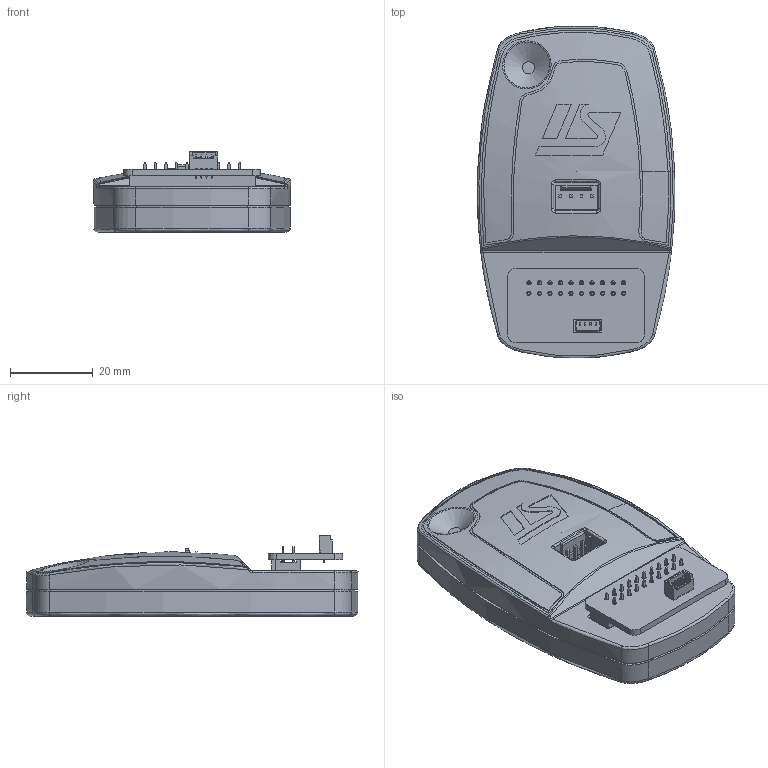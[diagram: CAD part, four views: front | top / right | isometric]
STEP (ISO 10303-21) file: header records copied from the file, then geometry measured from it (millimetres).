
FILE_DESCRIPTION(/* description */ ('','CAx-IF Rec.Pracs.---Representation and Presentation of Product Manufacturing Information (PMI)---4.0---2014-10-13'),/* implementation_level */ '2;1');
FILE_NAME(/* name */ 'stlink_v2.step',/* time_stamp */ '2024-12-10T13:32:57-05:00',/* author */ (''),/* organization */ (''),/* preprocessor_version */ 'ST-DEVELOPER v20',/* originating_system */ 'Autodesk Translation Framework v13.20.0.188',/* authorisation */ '');
FILE_SCHEMA (('AP242_MANAGED_MODEL_BASED_3D_ENGINEERING_MIM_LF { 1 0 10303 442 1 1 4 }'));
Products named in the file (17): (Unsaved); PCB; Board; Open CASCADE STEP translator 7.5 4.1.1; J1; 6300043888; SFH11-xC-Dx-ST-BK body_10; pin^SFH11-xC-Dx-ST-BK Ass; J2; 0530470410; Open CASCADE STEP translator 7.5 4.3.1.1; Open CASCADE STEP translator 7.5 4.3.1.2; Unnamed; PinHeader_2x10_P254mm_Vertical; USB_Mini-B_Lumberg_2486_01_Horizontal; WF_(DS1070_CONNFLY); Body
Assembly tree (35 placements, depth 5):
  (Unsaved)
    PCB
      Board
        Open CASCADE STEP translator 7.5 4.1.1
      J1
        6300043888
          SFH11-xC-Dx-ST-BK body_10
          pin^SFH11-xC-Dx-ST-BK Ass  x20
      J2
        0530470410
          Open CASCADE STEP translator 7.5 4.3.1.1
          Open CASCADE STEP translator 7.5 4.3.1.2
    Unnamed
      PinHeader_2x10_P254mm_Vertical
      USB_Mini-B_Lumberg_2486_01_Horizontal
      WF_(DS1070_CONNFLY)
      Body
Bounding box: 47.64 x 80.16 x 19.39 mm (x, y, z)
Volume: 44072.8 mm3; surface area: 16934.7 mm2
Topology: 31 solids, 31 shells, 1955 faces, 5274 edges, 3406 vertices
Faces by surface type: plane 1549, cylinder 281, bspline 118, torus 6, cone 1
Full cylindrical faces by diameter (mm): 0.5 x4, 0.8 x2, 1.02 x20
Entity records: 58163 total; most frequent: CARTESIAN_POINT 17217, ORIENTED_EDGE 8490, DIRECTION 7592, EDGE_CURVE 4245, LINE 3498, VECTOR 3498, VERTEX_POINT 2722, AXIS2_PLACEMENT_3D 2047
